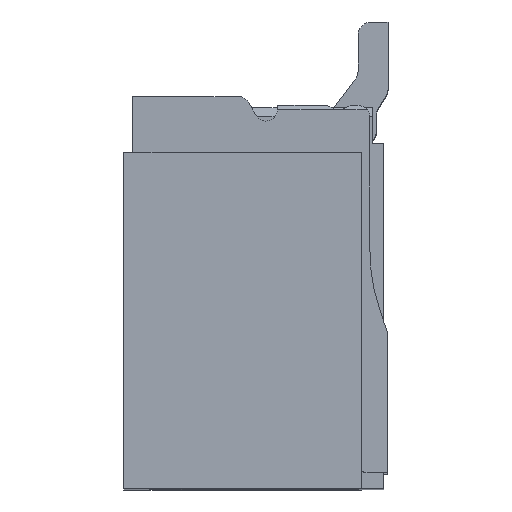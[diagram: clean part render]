
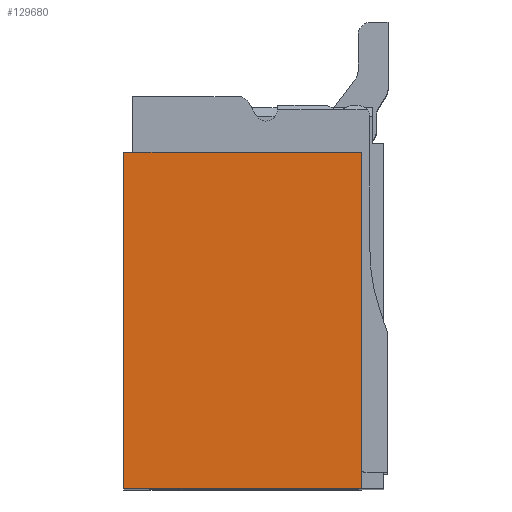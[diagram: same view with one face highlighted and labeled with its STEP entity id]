
A CAD part, top view. The second image highlights one B-rep face of the part: STEP entity #129680.
In plain terms, the highlighted planar face has unit normal (0, 0, 1).
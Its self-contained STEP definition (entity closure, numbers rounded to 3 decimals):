
#102950=CARTESIAN_POINT('',(-70.878,103.963,11.177));
#102960=VERTEX_POINT('',#102950);
#102990=CARTESIAN_POINT('',(-70.98,103.963,11.177
));
#103000=DIRECTION('',(-1.,0.,0.));
#103010=VECTOR('',#103000,1.);
#103020=LINE('',#102990,#103010);
#103030=CARTESIAN_POINT('',(-73.528,103.963,11.177));
#103040=VERTEX_POINT('',#103030);
#103050=EDGE_CURVE('',#102960,#103040,#103020,.T.);
#129380=CARTESIAN_POINT('',(-70.993,100.263,11.177));
#129390=DIRECTION('',(0.,0.,-1.));
#129400=DIRECTION('',(-1.,0.,0.));
#129410=AXIS2_PLACEMENT_3D('',#129380,#129390,#129400);
#129420=PLANE('',#129410);
#129430=CARTESIAN_POINT('',(-70.553,100.213,11.177));
#129440=DIRECTION('',(-1.,0.,0.));
#129450=VECTOR('',#129440,1.);
#129460=LINE('',#129430,#129450);
#129470=CARTESIAN_POINT('',(-70.878,100.213,11.177));
#129480=VERTEX_POINT('',#129470);
#129490=CARTESIAN_POINT('',(-73.528,100.213,11.177));
#129500=VERTEX_POINT('',#129490);
#129510=EDGE_CURVE('',#129480,#129500,#129460,.T.);
#129520=ORIENTED_EDGE('',*,*,#129510,.F.);
#129530=CARTESIAN_POINT('',(-73.528,100.213,11.177));
#129540=DIRECTION('',(0.,1.,0.));
#129550=VECTOR('',#129540,1.);
#129560=LINE('',#129530,#129550);
#129570=EDGE_CURVE('',#129500,#103040,#129560,.T.);
#129580=ORIENTED_EDGE('',*,*,#129570,.F.);
#129590=ORIENTED_EDGE('',*,*,#103050,.T.);
#129600=CARTESIAN_POINT('',(-70.878,100.263,11.177));
#129610=DIRECTION('',(0.,1.,0.));
#129620=VECTOR('',#129610,1.);
#129630=LINE('',#129600,#129620);
#129640=EDGE_CURVE('',#129480,#102960,#129630,.T.);
#129650=ORIENTED_EDGE('',*,*,#129640,.T.);
#129660=EDGE_LOOP('',(#129650,#129590,#129580,#129520));
#129670=FACE_OUTER_BOUND('',#129660,.T.);
#129680=ADVANCED_FACE('',(#129670),#129420,.F.);
